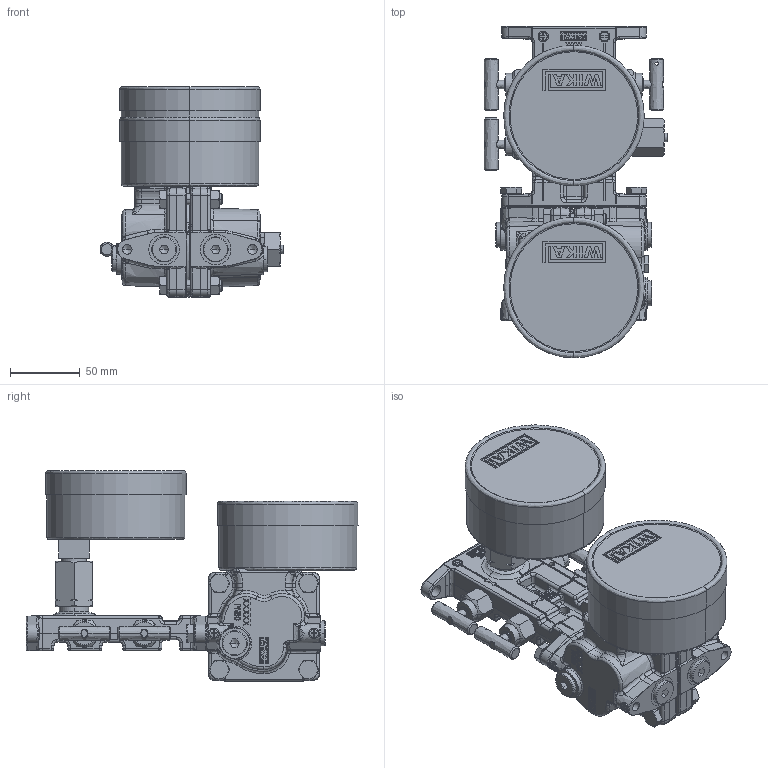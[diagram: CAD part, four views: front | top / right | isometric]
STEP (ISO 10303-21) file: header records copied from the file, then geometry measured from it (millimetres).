
FILE_DESCRIPTION((''),'2;1');
FILE_NAME('712_15_100_MIT_VENTIL','2011-02-07T',('muenchc'),(''),'PRO/ENGINEER BY PARAMETRIC TECHNOLOGY CORPORATION, 2009380','PRO/ENGINEER BY PARAMETRIC TECHNOLOGY CORPORATION, 2009380','');
FILE_SCHEMA(('AUTOMOTIVE_DESIGN_CC2 { 1 2 10303 214 -1 1 5 2 }'));
Products named in the file (1): 712_15_100_MIT_VENTIL
Bounding box: 132 x 238.6 x 151.5 mm (x, y, z)
Volume: 1439225.2 mm3; surface area: 158574.5 mm2
Topology: 1 solids, 2 shells, 2683 faces, 6710 edges, 4155 vertices
Faces by surface type: bspline 2683
Entity records: 144328 total; most frequent: CARTESIAN_POINT 72439, ORIENTED_EDGE 13368, EDGE_CURVE 6684, DIRECTION 6556, VERTEX_POINT 4155, VECTOR 4060, LINE 4060, EDGE_LOOP 2861
